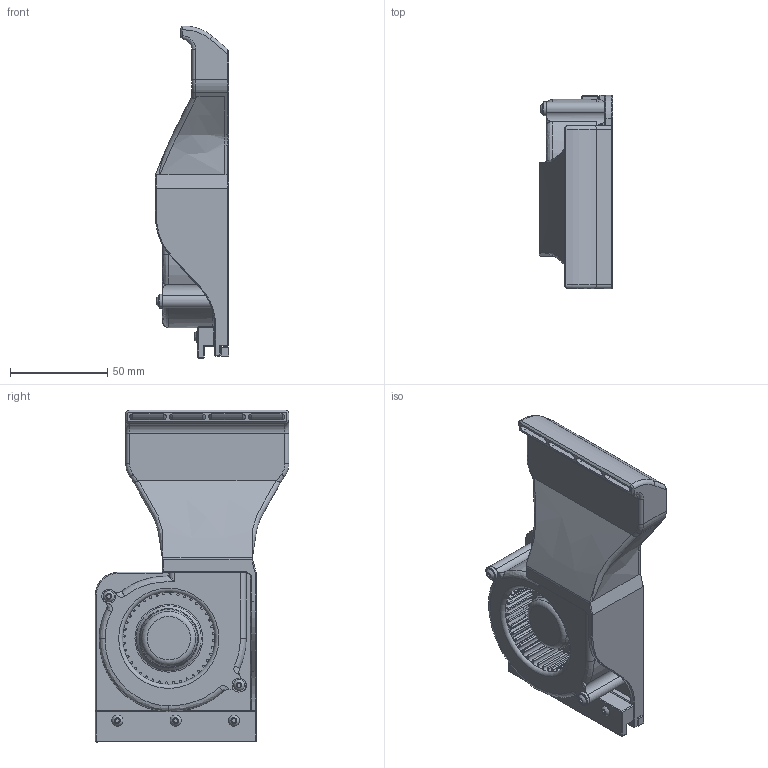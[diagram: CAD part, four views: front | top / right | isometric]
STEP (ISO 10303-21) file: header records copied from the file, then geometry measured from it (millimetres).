
FILE_DESCRIPTION(/* description */ (''),/* implementation_level */ '2;1');
FILE_NAME(/* name */ '7530 v34.step',/* time_stamp */ '2023-05-29T23:50:24+02:00',/* author */ (''),/* organization */ (''),/* preprocessor_version */ 'ST-DEVELOPER v19.2',/* originating_system */ 'Autodesk Translation Framework v12.4.0.73',/* authorisation */ '');
FILE_SCHEMA (('AUTOMOTIVE_DESIGN { 1 0 10303 214 3 1 1 }'));
Length unit declared in the file: millimetre
Products named in the file (10): 7530; 7530 Assembly; Shroud; Clamp; Hardware; M3 Threaded Insert (2); 92095A184_NO THREADS; 92095A201_NO THREADS; spacer; 76×30mm
Assembly tree (16 placements, depth 4):
  7530
    7530 Assembly
      Shroud
      Clamp
      Hardware
        M3 Threaded Insert (2)  x5
        92095A184_NO THREADS  x3
        92095A201_NO THREADS  x2
    spacer
    76×30mm
Bounding box: 37.6 x 99.75 x 170.98 mm (x, y, z)
Volume: 141859.2 mm3; surface area: 108018.4 mm2
Topology: 17 solids, 17 shells, 2016 faces, 5720 edges, 3717 vertices
Faces by surface type: bspline 794, cylinder 684, plane 405, cone 86, torus 42, sphere 5
Full cylindrical faces by diameter (mm): 3 x10, 3.4 x8, 4.5 x2, 4.8 x5, 5.05 x5, 5.16 x5, 5.56 x5, 5.7 x5, 7.2 x2, 30 x1, 54 x1, 55.991 x1
Entity records: 40555 total; most frequent: CARTESIAN_POINT 13463, ORIENTED_EDGE 5848, DIRECTION 5473, EDGE_CURVE 2924, AXIS2_PLACEMENT_3D 1992, VERTEX_POINT 1872, LINE 1489, VECTOR 1489
